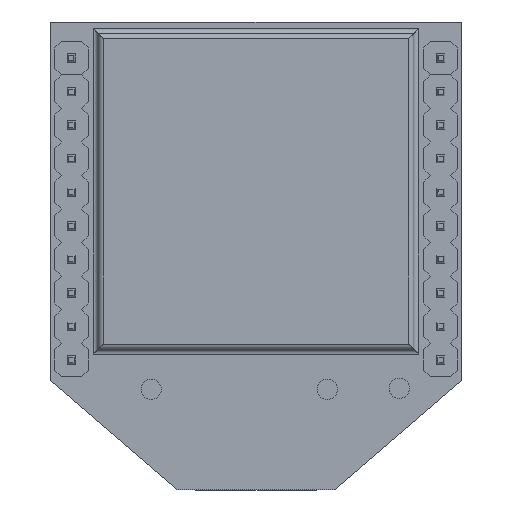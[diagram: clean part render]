
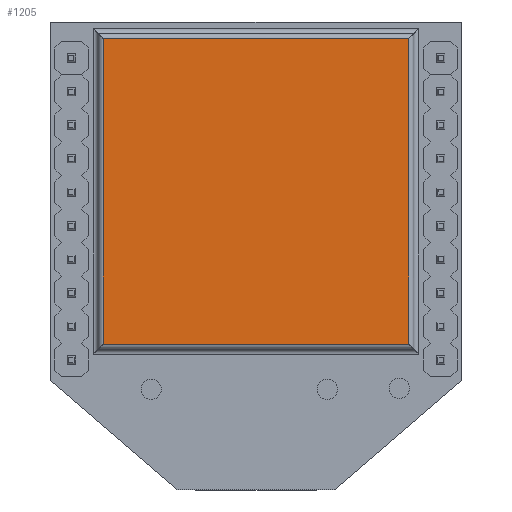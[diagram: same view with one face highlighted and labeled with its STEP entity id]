
A CAD part, front view. The second image highlights one B-rep face of the part: STEP entity #1205.
In plain terms, the highlighted planar face has unit normal (0, -1, 0).
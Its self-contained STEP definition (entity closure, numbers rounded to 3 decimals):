
#266 = CARTESIAN_POINT ( 'NONE',  ( -9.4, -2.1, 9.685 ) ) ;
#530 = ORIENTED_EDGE ( 'NONE', *, *, #23650, .F. ) ;
#1039 = VERTEX_POINT ( 'NONE', #26976 ) ;
#1205 = ADVANCED_FACE ( 'NONE', ( #29155 ), #24539, .T. ) ;
#2004 = LINE ( 'NONE', #18771, #31059 ) ;
#2982 = EDGE_CURVE ( 'NONE', #10651, #15334, #24163, .T. ) ;
#4798 = CARTESIAN_POINT ( 'NONE',  ( -9.4, -2.1, -8.815 ) ) ;
#6089 = LINE ( 'NONE', #266, #34143 ) ;
#6203 = LINE ( 'NONE', #7992, #28588 ) ;
#7992 = CARTESIAN_POINT ( 'NONE',  ( 9.1, -2.1, -8.815 ) ) ;
#9178 = CARTESIAN_POINT ( 'NONE',  ( 9.1, -2.1, -8.515 ) ) ;
#10271 = AXIS2_PLACEMENT_3D ( 'NONE', #4798, #36034, #20244 ) ;
#10651 = VERTEX_POINT ( 'NONE', #9178 ) ;
#12617 = EDGE_LOOP ( 'NONE', ( #24030, #530, #29048, #25439 ) ) ;
#12777 = VERTEX_POINT ( 'NONE', #35822 ) ;
#15334 = VERTEX_POINT ( 'NONE', #22213 ) ;
#18771 = CARTESIAN_POINT ( 'NONE',  ( -9.1, -2.1, -8.815 ) ) ;
#20244 = DIRECTION ( 'NONE',  ( 0., 0., -1. ) ) ;
#22213 = CARTESIAN_POINT ( 'NONE',  ( -9.1, -2.1, -8.515 ) ) ;
#22748 = DIRECTION ( 'NONE',  ( 1., 0., 0. ) ) ;
#23650 = EDGE_CURVE ( 'NONE', #12777, #10651, #6203, .T. ) ;
#24030 = ORIENTED_EDGE ( 'NONE', *, *, #2982, .F. ) ;
#24163 = LINE ( 'NONE', #33280, #31652 ) ;
#24539 = PLANE ( 'NONE',  #10271 ) ;
#25439 = ORIENTED_EDGE ( 'NONE', *, *, #31531, .F. ) ;
#26441 = EDGE_CURVE ( 'NONE', #1039, #12777, #6089, .T. ) ;
#26976 = CARTESIAN_POINT ( 'NONE',  ( -9.1, -2.1, 9.685 ) ) ;
#28588 = VECTOR ( 'NONE', #33251, 1000. ) ;
#29048 = ORIENTED_EDGE ( 'NONE', *, *, #26441, .F. ) ;
#29155 = FACE_OUTER_BOUND ( 'NONE', #12617, .T. ) ;
#31059 = VECTOR ( 'NONE', #35551, 1000. ) ;
#31531 = EDGE_CURVE ( 'NONE', #15334, #1039, #2004, .T. ) ;
#31652 = VECTOR ( 'NONE', #36058, 1000. ) ;
#33251 = DIRECTION ( 'NONE',  ( 0., 0., -1. ) ) ;
#33280 = CARTESIAN_POINT ( 'NONE',  ( -9.4, -2.1, -8.515 ) ) ;
#34143 = VECTOR ( 'NONE', #22748, 1000. ) ;
#35551 = DIRECTION ( 'NONE',  ( 0., 0., 1. ) ) ;
#35822 = CARTESIAN_POINT ( 'NONE',  ( 9.1, -2.1, 9.685 ) ) ;
#36034 = DIRECTION ( 'NONE',  ( 0., -1., 0. ) ) ;
#36058 = DIRECTION ( 'NONE',  ( -1., 0., 0. ) ) ;
